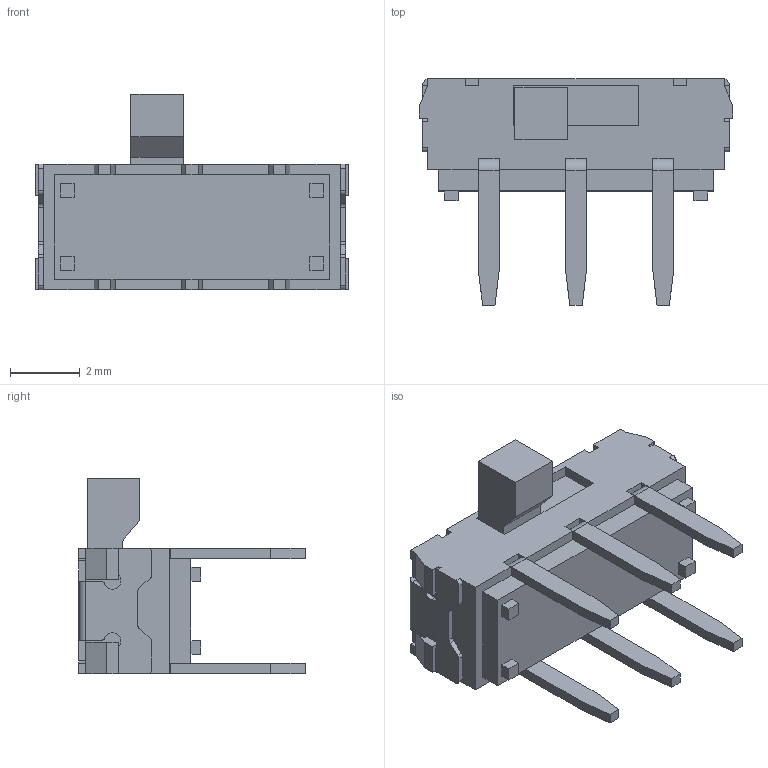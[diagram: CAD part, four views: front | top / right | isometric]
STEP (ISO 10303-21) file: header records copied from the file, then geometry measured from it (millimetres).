
FILE_DESCRIPTION((''),'2;1');
FILE_NAME('JS202011AQN_SW0006_PRT','2016-06-29T',('jtrepler'),(''),'PRO/ENGINEER BY PARAMETRIC TECHNOLOGY CORPORATION, 2011410','PRO/ENGINEER BY PARAMETRIC TECHNOLOGY CORPORATION, 2011410','');
FILE_SCHEMA(('AUTOMOTIVE_DESIGN_CC2 { 1 2 10303 214 -1 1 5 2 }'));
Length unit declared in the file: inch
Products named in the file (1): JS202011AQN_SW0006_PRT
Bounding box: 9 x 6.5 x 5.6 mm (x, y, z)
Volume: 103.4 mm3; surface area: 217.1 mm2
Topology: 1 solids, 1 shells, 306 faces, 805 edges, 506 vertices
Faces by surface type: plane 217, extrusion 47, cylinder 42
Entity records: 9726 total; most frequent: CARTESIAN_POINT 2259, ORIENTED_EDGE 1610, DIRECTION 1382, EDGE_CURVE 805, VECTOR 648, LINE 601, VERTEX_POINT 506, AXIS2_PLACEMENT_3D 367
